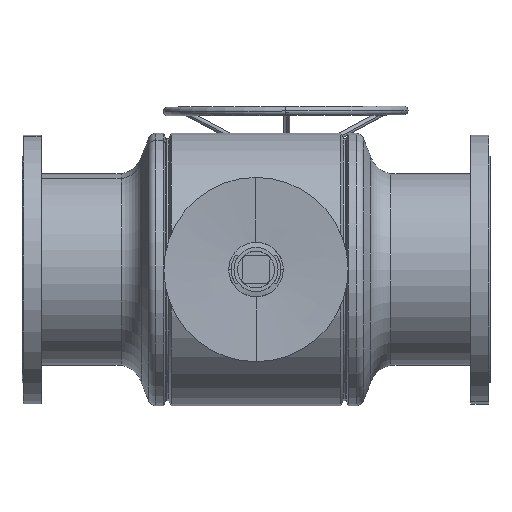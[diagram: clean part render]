
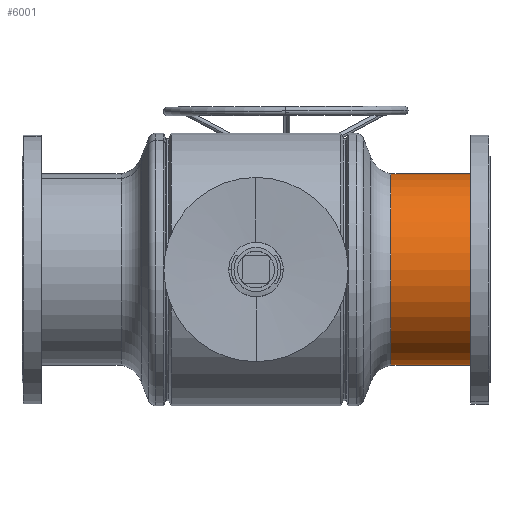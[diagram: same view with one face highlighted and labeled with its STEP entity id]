
A CAD part, front view. The second image highlights one B-rep face of the part: STEP entity #6001.
In plain terms, the highlighted cylindrical face has radius 260 mm (diameter 520 mm), a partial arc.
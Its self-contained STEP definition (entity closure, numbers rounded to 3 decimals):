
#414 = LINE ( 'NONE', #11821, #23657 ) ;
#641 = EDGE_CURVE ( 'NONE', #3567, #21986, #23404, .T. ) ;
#655 = DIRECTION ( 'NONE',  ( 0., 0., -1. ) ) ;
#747 = CARTESIAN_POINT ( 'NONE',  ( 0., -291.036, 260. ) ) ;
#1103 = LINE ( 'NONE', #5212, #13492 ) ;
#1146 = EDGE_CURVE ( 'NONE', #3567, #24059, #1103, .T. ) ;
#1718 = CARTESIAN_POINT ( 'NONE',  ( 0., -25.751, -260. ) ) ;
#3142 = CIRCLE ( 'NONE', #11059, 260. ) ;
#3567 = VERTEX_POINT ( 'NONE', #9610 ) ;
#4727 = DIRECTION ( 'NONE',  ( 0., -1., 0. ) ) ;
#5075 = CARTESIAN_POINT ( 'NONE',  ( 0., 0., 0. ) ) ;
#5212 = CARTESIAN_POINT ( 'NONE',  ( 0., 0., 260. ) ) ;
#6001 = ADVANCED_FACE ( 'NONE', ( #21990 ), #18406, .T. ) ;
#6167 = ORIENTED_EDGE ( 'NONE', *, *, #11239, .T. ) ;
#9610 = CARTESIAN_POINT ( 'NONE',  ( 0., -25.751, 260. ) ) ;
#10727 = CARTESIAN_POINT ( 'NONE',  ( 0., -291.036, -260. ) ) ;
#11059 = AXIS2_PLACEMENT_3D ( 'NONE', #21660, #4727, #21894 ) ;
#11239 = EDGE_CURVE ( 'NONE', #21986, #13366, #414, .T. ) ;
#11772 = EDGE_CURVE ( 'NONE', #24059, #13366, #3142, .T. ) ;
#11821 = CARTESIAN_POINT ( 'NONE',  ( 0., 0., -260. ) ) ;
#12177 = DIRECTION ( 'NONE',  ( 0., -1., 0. ) ) ;
#12387 = DIRECTION ( 'NONE',  ( 0., -1., 0. ) ) ;
#12403 = ORIENTED_EDGE ( 'NONE', *, *, #11772, .F. ) ;
#12605 = DIRECTION ( 'NONE',  ( 0., 0., -1. ) ) ;
#12924 = ORIENTED_EDGE ( 'NONE', *, *, #641, .T. ) ;
#13366 = VERTEX_POINT ( 'NONE', #10727 ) ;
#13492 = VECTOR ( 'NONE', #12387, 1000. ) ;
#14299 = AXIS2_PLACEMENT_3D ( 'NONE', #20860, #17143, #655 ) ;
#17143 = DIRECTION ( 'NONE',  ( 0., -1., 0. ) ) ;
#18271 = ORIENTED_EDGE ( 'NONE', *, *, #1146, .F. ) ;
#18288 = DIRECTION ( 'NONE',  ( 0., -1., 0. ) ) ;
#18406 = CYLINDRICAL_SURFACE ( 'NONE', #21616, 260. ) ;
#19949 = EDGE_LOOP ( 'NONE', ( #18271, #12924, #6167, #12403 ) ) ;
#20860 = CARTESIAN_POINT ( 'NONE',  ( 0., -25.751, 0. ) ) ;
#21616 = AXIS2_PLACEMENT_3D ( 'NONE', #5075, #18288, #12605 ) ;
#21660 = CARTESIAN_POINT ( 'NONE',  ( 0., -291.036, 0. ) ) ;
#21894 = DIRECTION ( 'NONE',  ( 0., 0., -1. ) ) ;
#21986 = VERTEX_POINT ( 'NONE', #1718 ) ;
#21990 = FACE_OUTER_BOUND ( 'NONE', #19949, .T. ) ;
#23404 = CIRCLE ( 'NONE', #14299, 260. ) ;
#23657 = VECTOR ( 'NONE', #12177, 1000. ) ;
#24059 = VERTEX_POINT ( 'NONE', #747 ) ;
